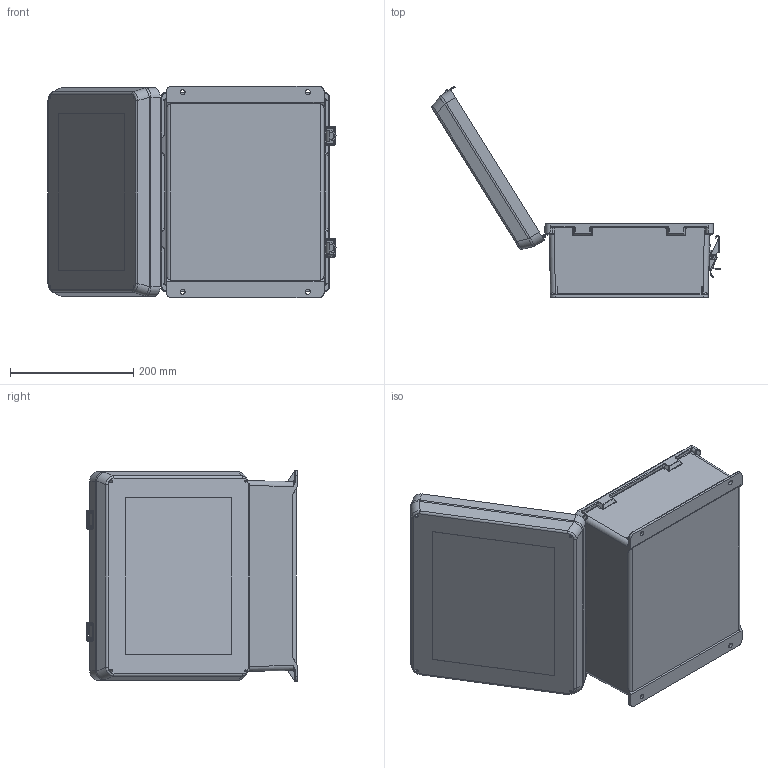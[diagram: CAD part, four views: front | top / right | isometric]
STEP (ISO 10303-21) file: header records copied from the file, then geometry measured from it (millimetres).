
FILE_DESCRIPTION (( 'STEP AP214' ), '1' );
FILE_NAME ('NBW121005-KIT.STEP', '2018-07-16T15:57:44', ( '' ), ( '' ), 'SwSTEP 2.0', 'SolidWorks 2017', '' );
FILE_SCHEMA (( 'AUTOMOTIVE_DESIGN' ));
Length unit declared in the file: inch
Products named in the file (9): NBW121005-KIT; 1BE04-017; NBW121005-Lid; NB121005-DoorClasp-2; NB121005-DoorClasp-1; NB121005-Box; NB121005-Hinge; NBW121005_LidPlastic; 10-32 NEMA PLATE SCREW
Assembly tree (14 placements, depth 2):
  NBW121005-KIT
    NB121005-Box
    NB121005-Hinge  x2
    NBW121005-Lid
    NB121005-DoorClasp-1  x2
    NB121005-DoorClasp-2  x2
    NBW121005_LidPlastic
    1BE04-017
    10-32 NEMA PLATE SCREW  x4
Bounding box: 467.82 x 342.33 x 343 mm (x, y, z)
Volume: 1673033.7 mm3; surface area: 943954.6 mm2
Topology: 20 solids, 20 shells, 1713 faces, 4302 edges, 2636 vertices
Faces by surface type: cylinder 688, plane 529, bspline 192, torus 140, cone 132, sphere 32
Entity records: 41754 total; most frequent: CARTESIAN_POINT 12869, ORIENTED_EDGE 6148, DIRECTION 5814, EDGE_CURVE 3074, AXIS2_PLACEMENT_3D 2210, VERTEX_POINT 1873, VECTOR 1394, LINE 1394
